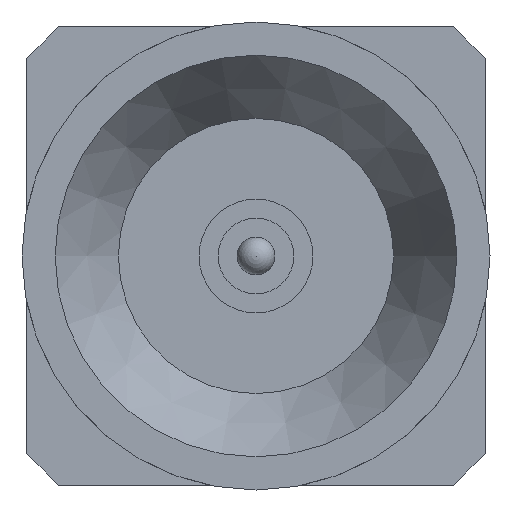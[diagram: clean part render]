
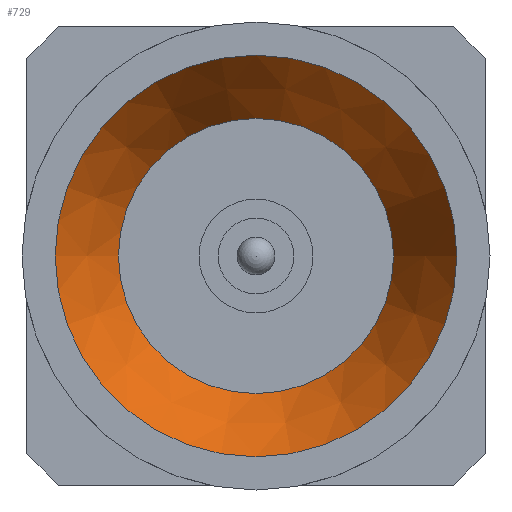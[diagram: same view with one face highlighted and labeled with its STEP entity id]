
A CAD part, left-side view. The second image highlights one B-rep face of the part: STEP entity #729.
In plain terms, the highlighted conical face has half-angle 30 degrees and reference radius 1.613 mm.
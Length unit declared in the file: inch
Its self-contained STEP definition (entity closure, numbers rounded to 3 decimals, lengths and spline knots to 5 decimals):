
#22=CONICAL_SURFACE('',#828,0.06351,0.524);
#277=ORIENTED_EDGE('',*,*,#372,.T.);
#278=ORIENTED_EDGE('',*,*,#312,.F.);
#312=EDGE_CURVE('',#395,#395,#456,.T.);
#372=EDGE_CURVE('',#439,#439,#482,.T.);
#395=VERTEX_POINT('',#1116);
#439=VERTEX_POINT('',#1258);
#456=CIRCLE('',#765,0.06351);
#482=CIRCLE('',#829,0.0435);
#558=EDGE_LOOP('',(#277));
#559=EDGE_LOOP('',(#278));
#646=FACE_BOUND('',#558,.T.);
#647=FACE_BOUND('',#559,.T.);
#729=ADVANCED_FACE('',(#646,#647),#22,.F.);
#765=AXIS2_PLACEMENT_3D('',#1115,#880,#881);
#828=AXIS2_PLACEMENT_3D('',#1256,#1040,#1041);
#829=AXIS2_PLACEMENT_3D('',#1257,#1042,#1043);
#880=DIRECTION('',(1.,0.,0.));
#881=DIRECTION('',(0.,1.,0.));
#1040=DIRECTION('',(-1.,0.,0.));
#1041=DIRECTION('',(0.,-1.,0.));
#1042=DIRECTION('',(1.,0.,0.));
#1043=DIRECTION('',(0.,1.,0.));
#1115=CARTESIAN_POINT('',(0.,0.,0.));
#1116=CARTESIAN_POINT('',(0.,0.06351,0.));
#1256=CARTESIAN_POINT('',(0.,0.,0.));
#1257=CARTESIAN_POINT('',(0.03465,0.,0.));
#1258=CARTESIAN_POINT('',(0.03465,0.0435,0.));
